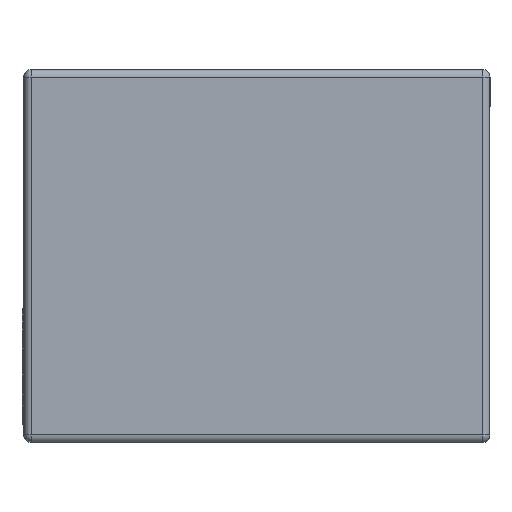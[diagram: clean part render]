
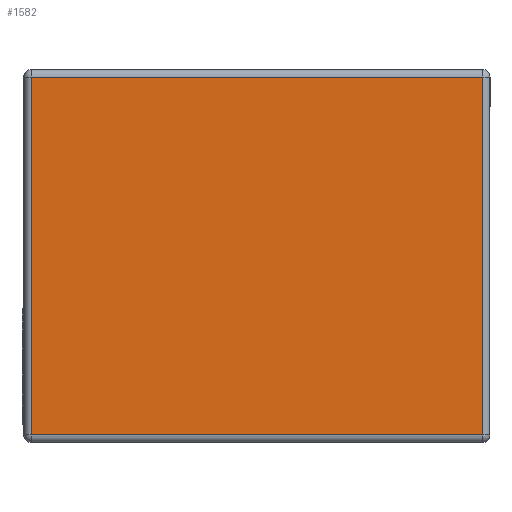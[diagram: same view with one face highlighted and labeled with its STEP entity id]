
A CAD part, left-side view. The second image highlights one B-rep face of the part: STEP entity #1582.
In plain terms, the highlighted planar face has unit normal (-1, 0, 0).
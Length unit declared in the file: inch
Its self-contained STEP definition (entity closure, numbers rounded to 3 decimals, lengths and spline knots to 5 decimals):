
#197=FACE_OUTER_BOUND('',#294,.T.);
#294=EDGE_LOOP('',(#1431,#1432,#1433,#1434));
#483=LINE('',#2968,#614);
#486=LINE('',#2972,#617);
#490=LINE('',#2981,#621);
#492=LINE('',#2984,#623);
#614=VECTOR('',#1924,0.0192);
#617=VECTOR('',#1929,0.0242);
#621=VECTOR('',#1939,0.0242);
#623=VECTOR('',#1943,0.0192);
#758=VERTEX_POINT('',#2931);
#760=VERTEX_POINT('',#2936);
#764=VERTEX_POINT('',#2948);
#768=VERTEX_POINT('',#2956);
#983=EDGE_CURVE('',#764,#768,#483,.T.);
#986=EDGE_CURVE('',#768,#760,#486,.T.);
#991=EDGE_CURVE('',#758,#764,#490,.T.);
#993=EDGE_CURVE('',#760,#758,#492,.T.);
#1431=ORIENTED_EDGE('',*,*,#983,.F.);
#1432=ORIENTED_EDGE('',*,*,#991,.F.);
#1433=ORIENTED_EDGE('',*,*,#993,.F.);
#1434=ORIENTED_EDGE('',*,*,#986,.F.);
#1486=PLANE('',#1665);
#1582=ADVANCED_FACE('',(#197),#1486,.T.);
#1665=AXIS2_PLACEMENT_3D('',#2995,#1956,#1957);
#1924=DIRECTION('',(0.,0.,1.));
#1929=DIRECTION('',(0.,-1.,0.));
#1939=DIRECTION('',(0.,1.,0.));
#1943=DIRECTION('',(0.,0.,-1.));
#1956=DIRECTION('center_axis',(-1.,0.,0.));
#1957=DIRECTION('ref_axis',(0.,1.,0.));
#2931=CARTESIAN_POINT('',(0.,0.0004,-0.0196));
#2936=CARTESIAN_POINT('',(0.,0.0004,-0.0004));
#2948=CARTESIAN_POINT('',(0.,0.0246,-0.0196));
#2956=CARTESIAN_POINT('',(0.,0.0246,-0.0004));
#2968=CARTESIAN_POINT('',(0.,0.0246,0.));
#2972=CARTESIAN_POINT('',(0.,0.00625,-0.0004));
#2981=CARTESIAN_POINT('',(0.,0.00625,-0.0196));
#2984=CARTESIAN_POINT('',(0.,0.0004,0.));
#2995=CARTESIAN_POINT('Origin',(0.,0.,0.));
